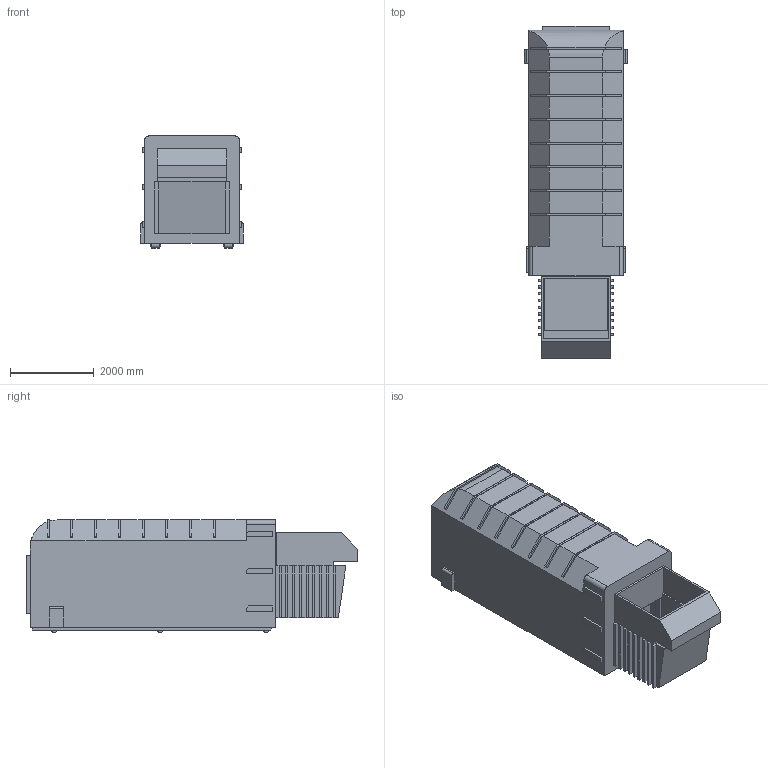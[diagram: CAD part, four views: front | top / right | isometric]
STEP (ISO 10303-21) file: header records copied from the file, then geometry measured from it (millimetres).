
FILE_DESCRIPTION(/* description */ (''),/* implementation_level */ '2;1');
FILE_NAME(/* name */ 'Waste_Container.step',/* time_stamp */ '2021-02-19T14:28:25-08:00',/* author */ (''),/* organization */ (''),/* preprocessor_version */ 'ST-DEVELOPER v18.1',/* originating_system */ 'Autodesk Translation Framework v9.7.1.1290',/* authorisation */ '');
FILE_SCHEMA (('AUTOMOTIVE_DESIGN { 1 0 10303 214 3 1 1 }'));
Length unit declared in the file: foot
Products named in the file (1): Waste_Container
Bounding box: 2452.34 x 7911.49 x 2687.57 mm (x, y, z)
Volume: 30983956443.2 mm3; surface area: 116625483.1 mm2
Topology: 1 solids, 1 shells, 326 faces, 879 edges, 574 vertices
Faces by surface type: plane 314, cylinder 12
Entity records: 10023 total; most frequent: CARTESIAN_POINT 1780, ORIENTED_EDGE 1758, DIRECTION 1559, EDGE_CURVE 879, LINE 853, VECTOR 853, VERTEX_POINT 574, AXIS2_PLACEMENT_3D 353
